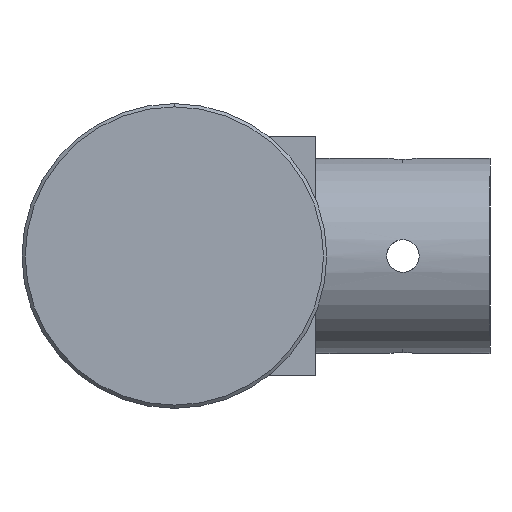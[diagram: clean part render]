
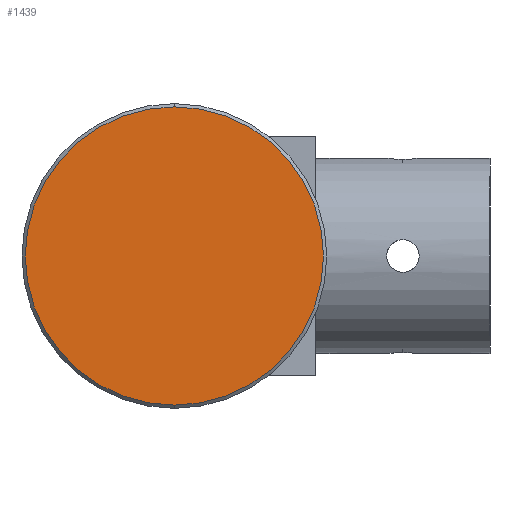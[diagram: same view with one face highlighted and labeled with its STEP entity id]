
A CAD part, left-side view. The second image highlights one B-rep face of the part: STEP entity #1439.
In plain terms, the highlighted planar face has unit normal (-1, 0, 0).
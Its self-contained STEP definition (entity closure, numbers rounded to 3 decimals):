
#5 = ORIENTED_EDGE ( 'NONE', *, *, #317, .T. ) ;
#96 = DIRECTION ( 'NONE',  ( -1., 0., 0. ) ) ;
#233 = DIRECTION ( 'NONE',  ( 0., 0., -1. ) ) ;
#317 = EDGE_CURVE ( 'NONE', #334, #1429, #528, .T. ) ;
#334 = VERTEX_POINT ( 'NONE', #1120 ) ;
#370 = FACE_OUTER_BOUND ( 'NONE', #1800, .T. ) ;
#425 = EDGE_CURVE ( 'NONE', #1429, #334, #1217, .T. ) ;
#528 = CIRCLE ( 'NONE', #1817, 13.7 ) ;
#535 = DIRECTION ( 'NONE',  ( 0., 0., -1. ) ) ;
#682 = CARTESIAN_POINT ( 'NONE',  ( -93.7, 0., -13.7 ) ) ;
#857 = DIRECTION ( 'NONE',  ( 0., 0., -1. ) ) ;
#924 = AXIS2_PLACEMENT_3D ( 'NONE', #1182, #1612, #857 ) ;
#974 = CARTESIAN_POINT ( 'NONE',  ( -93.7, 0., 0. ) ) ;
#1120 = CARTESIAN_POINT ( 'NONE',  ( -93.7, 0., 13.7 ) ) ;
#1182 = CARTESIAN_POINT ( 'NONE',  ( -93.7, 0., 0. ) ) ;
#1217 = CIRCLE ( 'NONE', #924, 13.7 ) ;
#1429 = VERTEX_POINT ( 'NONE', #682 ) ;
#1439 = ADVANCED_FACE ( 'NONE', ( #370 ), #1712, .F. ) ;
#1566 = DIRECTION ( 'NONE',  ( 1., 0., 0. ) ) ;
#1612 = DIRECTION ( 'NONE',  ( -1., 0., 0. ) ) ;
#1667 = AXIS2_PLACEMENT_3D ( 'NONE', #974, #1566, #233 ) ;
#1712 = PLANE ( 'NONE',  #1667 ) ;
#1761 = ORIENTED_EDGE ( 'NONE', *, *, #425, .T. ) ;
#1800 = EDGE_LOOP ( 'NONE', ( #1761, #5 ) ) ;
#1817 = AXIS2_PLACEMENT_3D ( 'NONE', #1854, #96, #535 ) ;
#1854 = CARTESIAN_POINT ( 'NONE',  ( -93.7, 0., 0. ) ) ;
